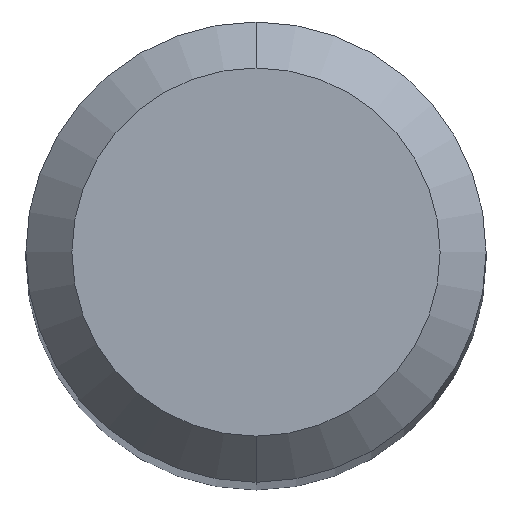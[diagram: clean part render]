
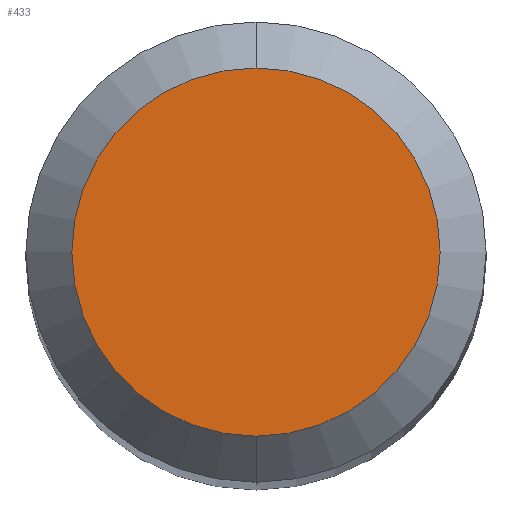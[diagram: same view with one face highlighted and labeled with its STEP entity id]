
A CAD part, top view. The second image highlights one B-rep face of the part: STEP entity #433.
In plain terms, the highlighted planar face has unit normal (0, 0, 1).
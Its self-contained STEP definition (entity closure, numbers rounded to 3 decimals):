
#283=VERTEX_POINT('',#604);
#337=EDGE_CURVE('',#353,#283,#665,.T.);
#353=VERTEX_POINT('',#682);
#433=ADVANCED_FACE('',(#768),#769,.T.);
#445=EDGE_CURVE('',#283,#353,#781,.T.);
#604=CARTESIAN_POINT('',(0.,-1.2,0.0));
#665=CIRCLE('',#1173,1.2);
#682=CARTESIAN_POINT('',(0.0,1.2,0.0));
#768=FACE_OUTER_BOUND('',#1398,.T.);
#769=PLANE('',#1399);
#781=CIRCLE('',#1417,1.2);
#1173=AXIS2_PLACEMENT_3D('',#1663,#1664,#1665);
#1398=EDGE_LOOP('',(#1773,#1774));
#1399=AXIS2_PLACEMENT_3D('',#1775,#1776,#1777);
#1417=AXIS2_PLACEMENT_3D('',#1783,#1784,#1785);
#1663=CARTESIAN_POINT('',(0.0,0.0,0.0));
#1664=DIRECTION('',(0.0,0.0,-1.0));
#1665=DIRECTION('',(0.0,1.0,0.0));
#1773=ORIENTED_EDGE('',*,*,#337,.F.);
#1774=ORIENTED_EDGE('',*,*,#445,.F.);
#1775=CARTESIAN_POINT('',(0.0,0.6,0.0));
#1776=DIRECTION('',(-0.0,0.0,1.0));
#1777=DIRECTION('',(0.0,-1.0,0.0));
#1783=CARTESIAN_POINT('',(0.0,0.0,0.0));
#1784=DIRECTION('',(0.0,0.0,-1.0));
#1785=DIRECTION('',(0.0,1.0,0.0));
